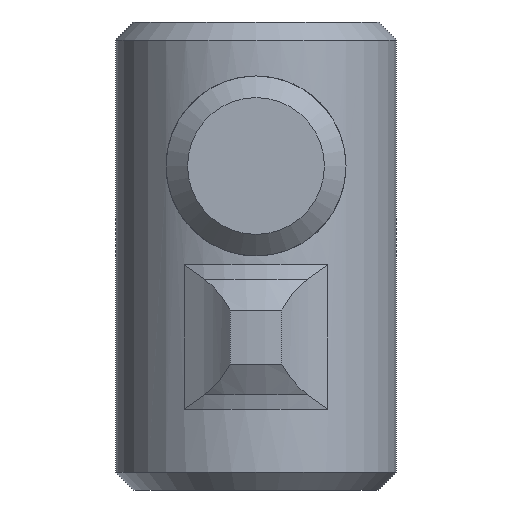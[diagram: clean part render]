
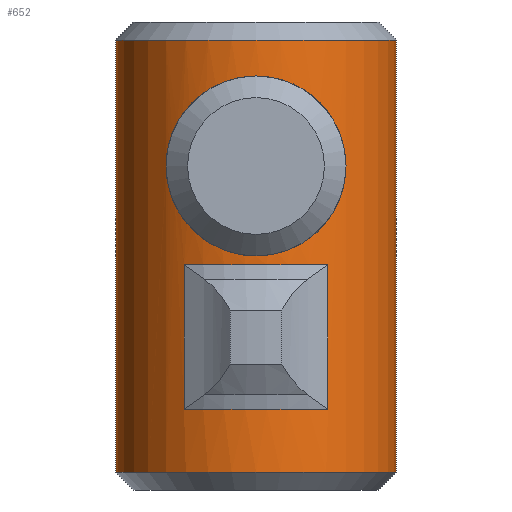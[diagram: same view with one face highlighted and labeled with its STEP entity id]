
A CAD part, front view. The second image highlights one B-rep face of the part: STEP entity #652.
In plain terms, the highlighted cylindrical face has radius 3.9 mm (diameter 7.8 mm), a full revolution.
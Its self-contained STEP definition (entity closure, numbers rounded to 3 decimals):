
#58=LINE('',#1150,#78);
#59=LINE('',#1154,#79);
#60=LINE('',#1158,#80);
#61=LINE('',#1162,#81);
#78=VECTOR('',#822,4.007);
#79=VECTOR('',#825,4.007);
#80=VECTOR('',#828,4.007);
#81=VECTOR('',#831,4.007);
#104=FACE_BOUND('',#198,.T.);
#105=FACE_BOUND('',#199,.T.);
#106=FACE_BOUND('',#200,.T.);
#107=FACE_BOUND('',#201,.T.);
#108=FACE_BOUND('',#202,.T.);
#127=CYLINDRICAL_SURFACE('',#712,3.9);
#145=FACE_OUTER_BOUND('',#197,.T.);
#197=EDGE_LOOP('',(#488));
#198=EDGE_LOOP('',(#489));
#199=EDGE_LOOP('',(#490));
#200=EDGE_LOOP('',(#491,#492,#493,#494));
#201=EDGE_LOOP('',(#495,#496,#497,#498));
#202=EDGE_LOOP('',(#499));
#260=CIRCLE('',#711,3.9);
#261=CIRCLE('',#713,3.9);
#262=CIRCLE('',#714,3.9);
#263=CIRCLE('',#715,3.9);
#264=CIRCLE('',#716,3.9);
#265=CIRCLE('',#717,3.9);
#291=B_SPLINE_CURVE_WITH_KNOTS('',3,(#1071,#1072,#1073,#1074,#1075,#1076,
#1077,#1078,#1079,#1080,#1081,#1082,#1083,#1084,#1085,#1086,#1087,#1088,
#1089,#1090,#1091,#1092,#1093,#1094,#1095,#1096,#1097,#1098,#1099,#1100,
#1101,#1102,#1103,#1104),.UNSPECIFIED.,.T.,.F.,(4,2,2,2,2,2,2,2,2,2,2,2,
2,2,2,2,4),(0.,0.098,0.196,0.294,0.391,
0.488,0.585,0.683,0.782,0.88,
0.978,1.075,1.172,1.27,1.367,
1.465,1.563),.UNSPECIFIED.);
#292=B_SPLINE_CURVE_WITH_KNOTS('',3,(#1106,#1107,#1108,#1109,#1110,#1111,
#1112,#1113,#1114,#1115,#1116,#1117,#1118,#1119,#1120,#1121,#1122,#1123,
#1124,#1125,#1126,#1127,#1128,#1129,#1130,#1131,#1132,#1133,#1134,#1135,
#1136,#1137,#1138,#1139),.UNSPECIFIED.,.T.,.F.,(4,2,2,2,2,2,2,2,2,2,2,2,
2,2,2,2,4),(0.,0.098,0.196,0.294,0.391,
0.488,0.585,0.683,0.782,0.88,
0.978,1.075,1.172,1.27,1.367,
1.465,1.563),.UNSPECIFIED.);
#320=VERTEX_POINT('',#1070);
#321=VERTEX_POINT('',#1105);
#323=VERTEX_POINT('',#1143);
#324=VERTEX_POINT('',#1146);
#325=VERTEX_POINT('',#1148);
#326=VERTEX_POINT('',#1149);
#327=VERTEX_POINT('',#1151);
#328=VERTEX_POINT('',#1153);
#329=VERTEX_POINT('',#1156);
#330=VERTEX_POINT('',#1157);
#331=VERTEX_POINT('',#1159);
#332=VERTEX_POINT('',#1161);
#387=EDGE_CURVE('',#320,#320,#291,.T.);
#388=EDGE_CURVE('',#321,#321,#292,.T.);
#390=EDGE_CURVE('',#323,#323,#260,.T.);
#391=EDGE_CURVE('',#324,#324,#261,.T.);
#392=EDGE_CURVE('',#325,#326,#58,.T.);
#393=EDGE_CURVE('',#327,#325,#262,.T.);
#394=EDGE_CURVE('',#327,#328,#59,.T.);
#395=EDGE_CURVE('',#326,#328,#263,.T.);
#396=EDGE_CURVE('',#329,#330,#60,.T.);
#397=EDGE_CURVE('',#331,#330,#264,.T.);
#398=EDGE_CURVE('',#332,#331,#61,.T.);
#399=EDGE_CURVE('',#329,#332,#265,.T.);
#488=ORIENTED_EDGE('',*,*,#391,.F.);
#489=ORIENTED_EDGE('',*,*,#387,.T.);
#490=ORIENTED_EDGE('',*,*,#388,.T.);
#491=ORIENTED_EDGE('',*,*,#392,.F.);
#492=ORIENTED_EDGE('',*,*,#393,.F.);
#493=ORIENTED_EDGE('',*,*,#394,.T.);
#494=ORIENTED_EDGE('',*,*,#395,.F.);
#495=ORIENTED_EDGE('',*,*,#396,.T.);
#496=ORIENTED_EDGE('',*,*,#397,.F.);
#497=ORIENTED_EDGE('',*,*,#398,.F.);
#498=ORIENTED_EDGE('',*,*,#399,.F.);
#499=ORIENTED_EDGE('',*,*,#390,.F.);
#652=ADVANCED_FACE('',(#145,#104,#105,#106,#107,#108),#127,.T.);
#711=AXIS2_PLACEMENT_3D('',#1144,#816,#817);
#712=AXIS2_PLACEMENT_3D('',#1145,#818,#819);
#713=AXIS2_PLACEMENT_3D('',#1147,#820,#821);
#714=AXIS2_PLACEMENT_3D('',#1152,#823,#824);
#715=AXIS2_PLACEMENT_3D('',#1155,#826,#827);
#716=AXIS2_PLACEMENT_3D('',#1160,#829,#830);
#717=AXIS2_PLACEMENT_3D('',#1163,#832,#833);
#816=DIRECTION('center_axis',(0.,0.,-1.));
#817=DIRECTION('ref_axis',(-1.,0.,0.));
#818=DIRECTION('center_axis',(0.,0.,1.));
#819=DIRECTION('ref_axis',(-1.,0.,0.));
#820=DIRECTION('center_axis',(0.,0.,1.));
#821=DIRECTION('ref_axis',(-1.,0.,0.));
#822=DIRECTION('',(0.,0.,-1.));
#823=DIRECTION('center_axis',(0.,0.,-1.));
#824=DIRECTION('ref_axis',(0.,-1.,0.));
#825=DIRECTION('',(0.,0.,-1.));
#826=DIRECTION('center_axis',(0.,0.,1.));
#827=DIRECTION('ref_axis',(0.,-1.,0.));
#828=DIRECTION('',(0.,0.,1.));
#829=DIRECTION('center_axis',(0.,0.,-1.));
#830=DIRECTION('ref_axis',(0.,1.,0.));
#831=DIRECTION('',(0.,0.,1.));
#832=DIRECTION('center_axis',(0.,0.,1.));
#833=DIRECTION('ref_axis',(0.,1.,0.));
#1070=CARTESIAN_POINT('',(-2.5,2.993,2.5));
#1071=CARTESIAN_POINT('Ctrl Pts',(-2.5,2.993,2.5));
#1072=CARTESIAN_POINT('Ctrl Pts',(-2.5,2.993,2.173));
#1073=CARTESIAN_POINT('Ctrl Pts',(-2.433,3.053,1.835));
#1074=CARTESIAN_POINT('Ctrl Pts',(-2.175,3.241,1.224));
#1075=CARTESIAN_POINT('Ctrl Pts',(-1.985,3.366,0.95));
#1076=CARTESIAN_POINT('Ctrl Pts',(-1.552,3.586,0.517));
#1077=CARTESIAN_POINT('Ctrl Pts',(-1.277,3.698,0.325));
#1078=CARTESIAN_POINT('Ctrl Pts',(-0.664,3.856,0.067));
#1079=CARTESIAN_POINT('Ctrl Pts',(-0.324,3.9,0.));
#1080=CARTESIAN_POINT('Ctrl Pts',(0.324,3.9,0.));
#1081=CARTESIAN_POINT('Ctrl Pts',(0.664,3.856,0.067));
#1082=CARTESIAN_POINT('Ctrl Pts',(1.277,3.698,0.325));
#1083=CARTESIAN_POINT('Ctrl Pts',(1.552,3.586,0.517));
#1084=CARTESIAN_POINT('Ctrl Pts',(1.985,3.366,0.95));
#1085=CARTESIAN_POINT('Ctrl Pts',(2.175,3.241,1.224));
#1086=CARTESIAN_POINT('Ctrl Pts',(2.433,3.053,1.835));
#1087=CARTESIAN_POINT('Ctrl Pts',(2.5,2.993,2.173));
#1088=CARTESIAN_POINT('Ctrl Pts',(2.5,2.993,2.827));
#1089=CARTESIAN_POINT('Ctrl Pts',(2.433,3.053,3.165));
#1090=CARTESIAN_POINT('Ctrl Pts',(2.175,3.241,3.776));
#1091=CARTESIAN_POINT('Ctrl Pts',(1.985,3.366,4.05));
#1092=CARTESIAN_POINT('Ctrl Pts',(1.552,3.586,4.483));
#1093=CARTESIAN_POINT('Ctrl Pts',(1.277,3.698,4.675));
#1094=CARTESIAN_POINT('Ctrl Pts',(0.664,3.856,4.933));
#1095=CARTESIAN_POINT('Ctrl Pts',(0.324,3.9,5.));
#1096=CARTESIAN_POINT('Ctrl Pts',(-0.324,3.9,5.));
#1097=CARTESIAN_POINT('Ctrl Pts',(-0.664,3.856,4.933));
#1098=CARTESIAN_POINT('Ctrl Pts',(-1.277,3.698,4.675));
#1099=CARTESIAN_POINT('Ctrl Pts',(-1.552,3.586,4.483));
#1100=CARTESIAN_POINT('Ctrl Pts',(-1.985,3.366,4.05));
#1101=CARTESIAN_POINT('Ctrl Pts',(-2.175,3.241,3.776));
#1102=CARTESIAN_POINT('Ctrl Pts',(-2.433,3.053,3.165));
#1103=CARTESIAN_POINT('Ctrl Pts',(-2.5,2.993,2.827));
#1104=CARTESIAN_POINT('Ctrl Pts',(-2.5,2.993,2.5));
#1105=CARTESIAN_POINT('',(-2.5,-2.993,2.5));
#1106=CARTESIAN_POINT('Ctrl Pts',(-2.5,-2.993,2.5));
#1107=CARTESIAN_POINT('Ctrl Pts',(-2.5,-2.993,2.827));
#1108=CARTESIAN_POINT('Ctrl Pts',(-2.433,-3.053,3.165));
#1109=CARTESIAN_POINT('Ctrl Pts',(-2.175,-3.241,3.776));
#1110=CARTESIAN_POINT('Ctrl Pts',(-1.985,-3.366,4.05));
#1111=CARTESIAN_POINT('Ctrl Pts',(-1.552,-3.586,4.483));
#1112=CARTESIAN_POINT('Ctrl Pts',(-1.277,-3.698,4.675));
#1113=CARTESIAN_POINT('Ctrl Pts',(-0.664,-3.856,4.933));
#1114=CARTESIAN_POINT('Ctrl Pts',(-0.324,-3.9,5.));
#1115=CARTESIAN_POINT('Ctrl Pts',(0.324,-3.9,5.));
#1116=CARTESIAN_POINT('Ctrl Pts',(0.664,-3.856,4.933));
#1117=CARTESIAN_POINT('Ctrl Pts',(1.277,-3.698,4.675));
#1118=CARTESIAN_POINT('Ctrl Pts',(1.552,-3.586,4.483));
#1119=CARTESIAN_POINT('Ctrl Pts',(1.985,-3.366,4.05));
#1120=CARTESIAN_POINT('Ctrl Pts',(2.175,-3.241,3.776));
#1121=CARTESIAN_POINT('Ctrl Pts',(2.433,-3.053,3.165));
#1122=CARTESIAN_POINT('Ctrl Pts',(2.5,-2.993,2.827));
#1123=CARTESIAN_POINT('Ctrl Pts',(2.5,-2.993,2.173));
#1124=CARTESIAN_POINT('Ctrl Pts',(2.433,-3.053,1.835));
#1125=CARTESIAN_POINT('Ctrl Pts',(2.175,-3.241,1.224));
#1126=CARTESIAN_POINT('Ctrl Pts',(1.985,-3.366,0.95));
#1127=CARTESIAN_POINT('Ctrl Pts',(1.552,-3.586,0.517));
#1128=CARTESIAN_POINT('Ctrl Pts',(1.277,-3.698,0.325));
#1129=CARTESIAN_POINT('Ctrl Pts',(0.664,-3.856,0.067));
#1130=CARTESIAN_POINT('Ctrl Pts',(0.324,-3.9,0.));
#1131=CARTESIAN_POINT('Ctrl Pts',(-0.324,-3.9,0.));
#1132=CARTESIAN_POINT('Ctrl Pts',(-0.664,-3.856,0.067));
#1133=CARTESIAN_POINT('Ctrl Pts',(-1.277,-3.698,0.325));
#1134=CARTESIAN_POINT('Ctrl Pts',(-1.552,-3.586,0.517));
#1135=CARTESIAN_POINT('Ctrl Pts',(-1.985,-3.366,0.95));
#1136=CARTESIAN_POINT('Ctrl Pts',(-2.175,-3.241,1.224));
#1137=CARTESIAN_POINT('Ctrl Pts',(-2.433,-3.053,1.835));
#1138=CARTESIAN_POINT('Ctrl Pts',(-2.5,-2.993,2.173));
#1139=CARTESIAN_POINT('Ctrl Pts',(-2.5,-2.993,2.5));
#1143=CARTESIAN_POINT('',(3.9,0.,-6.));
#1144=CARTESIAN_POINT('Origin',(0.,0.,-6.));
#1145=CARTESIAN_POINT('Origin',(0.,0.,0.));
#1146=CARTESIAN_POINT('',(3.9,0.,6.));
#1147=CARTESIAN_POINT('Origin',(0.,0.,6.));
#1148=CARTESIAN_POINT('',(-2.,-3.348,-0.246));
#1149=CARTESIAN_POINT('',(-2.,-3.348,-4.254));
#1150=CARTESIAN_POINT('',(-2.,-3.348,-2.25));
#1151=CARTESIAN_POINT('',(2.,-3.348,-0.246));
#1152=CARTESIAN_POINT('Origin',(0.,0.,-0.246));
#1153=CARTESIAN_POINT('',(2.,-3.348,-4.254));
#1154=CARTESIAN_POINT('',(2.,-3.348,-2.25));
#1155=CARTESIAN_POINT('Origin',(0.,0.,-4.254));
#1156=CARTESIAN_POINT('',(2.,3.348,-4.254));
#1157=CARTESIAN_POINT('',(2.,3.348,-0.246));
#1158=CARTESIAN_POINT('',(2.,3.348,-2.25));
#1159=CARTESIAN_POINT('',(-2.,3.348,-0.246));
#1160=CARTESIAN_POINT('Origin',(0.,0.,-0.246));
#1161=CARTESIAN_POINT('',(-2.,3.348,-4.254));
#1162=CARTESIAN_POINT('',(-2.,3.348,-2.25));
#1163=CARTESIAN_POINT('Origin',(0.,0.,-4.254));
